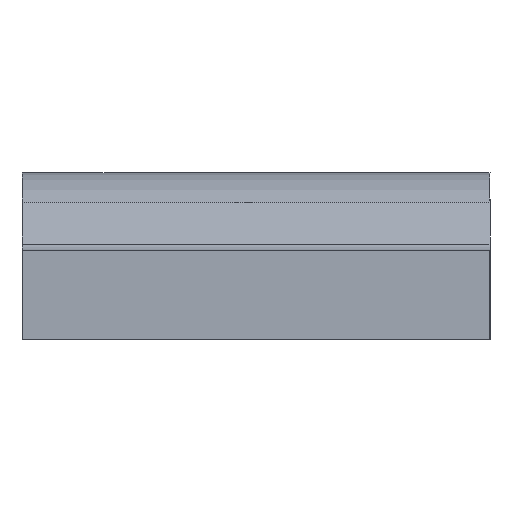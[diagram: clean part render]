
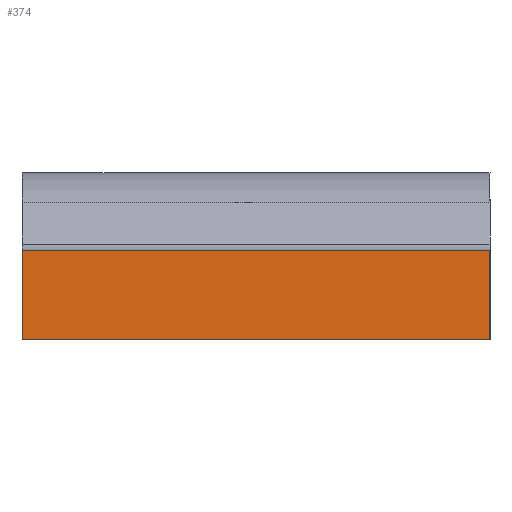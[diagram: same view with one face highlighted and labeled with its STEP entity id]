
A CAD part, left-side view. The second image highlights one B-rep face of the part: STEP entity #374.
In plain terms, the highlighted planar face has unit normal (-1, 0, 0).
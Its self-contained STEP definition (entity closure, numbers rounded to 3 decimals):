
#131 = VERTEX_POINT('',#132);
#132 = CARTESIAN_POINT('',(-3.15,0.,0.)
  );
#138 = EDGE_CURVE('',#131,#139,#141,.T.);
#139 = VERTEX_POINT('',#140);
#140 = CARTESIAN_POINT('',(-3.15,0.,0.6));
#141 = LINE('',#142,#143);
#142 = CARTESIAN_POINT('',(-3.15,0.,0.)
  );
#143 = VECTOR('',#144,1.);
#144 = DIRECTION('',(0.,0.,1.));
#331 = VERTEX_POINT('',#332);
#332 = CARTESIAN_POINT('',(-3.15,-3.15,0.));
#338 = EDGE_CURVE('',#331,#339,#341,.T.);
#339 = VERTEX_POINT('',#340);
#340 = CARTESIAN_POINT('',(-3.15,-3.15,0.6));
#341 = LINE('',#342,#343);
#342 = CARTESIAN_POINT('',(-3.15,-3.15,0.));
#343 = VECTOR('',#344,1.);
#344 = DIRECTION('',(0.,0.,1.));
#362 = EDGE_CURVE('',#139,#339,#363,.T.);
#363 = LINE('',#364,#365);
#364 = CARTESIAN_POINT('',(-3.15,0.,0.6));
#365 = VECTOR('',#366,1.);
#366 = DIRECTION('',(0.,-1.,0.));
#374 = ADVANCED_FACE('',(#375),#386,.T.);
#375 = FACE_BOUND('',#376,.T.);
#376 = EDGE_LOOP('',(#377,#383,#384,#385));
#377 = ORIENTED_EDGE('',*,*,#378,.T.);
#378 = EDGE_CURVE('',#131,#331,#379,.T.);
#379 = LINE('',#380,#381);
#380 = CARTESIAN_POINT('',(-3.15,0.,0.)
  );
#381 = VECTOR('',#382,1.);
#382 = DIRECTION('',(0.,-1.,0.));
#383 = ORIENTED_EDGE('',*,*,#338,.T.);
#384 = ORIENTED_EDGE('',*,*,#362,.F.);
#385 = ORIENTED_EDGE('',*,*,#138,.F.);
#386 = PLANE('',#387);
#387 = AXIS2_PLACEMENT_3D('',#388,#389,#390);
#388 = CARTESIAN_POINT('',(-3.15,0.,0.)
  );
#389 = DIRECTION('',(-1.,0.,0.));
#390 = DIRECTION('',(0.,0.,1.));
